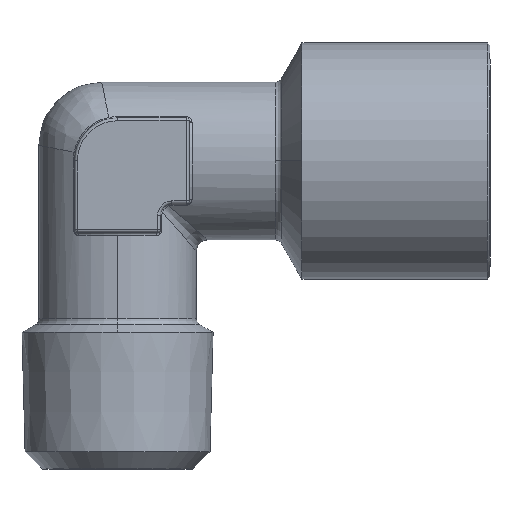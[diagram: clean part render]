
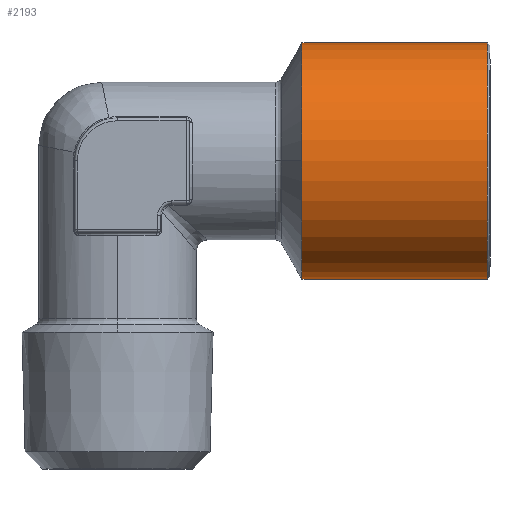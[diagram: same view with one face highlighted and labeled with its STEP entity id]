
A CAD part, top view. The second image highlights one B-rep face of the part: STEP entity #2193.
In plain terms, the highlighted cylindrical face has radius 8.25 mm (diameter 16.5 mm), a partial arc.
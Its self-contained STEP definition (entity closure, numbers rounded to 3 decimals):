
#499 = EDGE_LOOP ( 'NONE', ( #3400, #3396, #3397, #3398, #3395 ) ) ;
#1403 = LINE ( 'NONE', #1409, #3134 ) ;
#1405 = CARTESIAN_POINT ( 'NONE',  ( 25.8, 0., 0. ) ) ;
#1406 = DIRECTION ( 'NONE',  ( -1., 0., 0. ) ) ;
#1407 = DIRECTION ( 'NONE',  ( 0., -1., 0. ) ) ;
#1409 = CARTESIAN_POINT ( 'NONE',  ( 0., 8.25, 0. ) ) ;
#1410 = DIRECTION ( 'NONE',  ( -1., 0., 0. ) ) ;
#1412 = CARTESIAN_POINT ( 'NONE',  ( 12.876, 0., 0. ) ) ;
#1413 = DIRECTION ( 'NONE',  ( 1., 0., 0. ) ) ;
#1414 = DIRECTION ( 'NONE',  ( 0., 0., -1. ) ) ;
#1417 = CARTESIAN_POINT ( 'NONE',  ( 12.876, 0., 0. ) ) ;
#1418 = DIRECTION ( 'NONE',  ( 1., 0., 0. ) ) ;
#1419 = DIRECTION ( 'NONE',  ( 0., 0., -1. ) ) ;
#1426 = LINE ( 'NONE', #1427, #3150 ) ;
#1427 = CARTESIAN_POINT ( 'NONE',  ( 0., -8.25, 0. ) ) ;
#1428 = DIRECTION ( 'NONE',  ( -1., 0., 0. ) ) ;
#1623 = CARTESIAN_POINT ( 'NONE',  ( 12.876, 8.25, 0. ) ) ;
#1652 = CARTESIAN_POINT ( 'NONE',  ( 25.8, -8.25, 0. ) ) ;
#1672 = CARTESIAN_POINT ( 'NONE',  ( 12.876, -8.25, 0. ) ) ;
#2193 = ADVANCED_FACE ( 'NONE', ( #3082 ), #3087, .T. ) ;
#2205 = EDGE_CURVE ( 'NONE', #2809, #2401, #3143, .T. ) ;
#2207 = EDGE_CURVE ( 'NONE', #2401, #2764, #1403, .T. ) ;
#2208 = EDGE_CURVE ( 'NONE', #2764, #2776, #3133, .T. ) ;
#2209 = EDGE_CURVE ( 'NONE', #2776, #3910, #3146, .T. ) ;
#2212 = EDGE_CURVE ( 'NONE', #2809, #3910, #1426, .T. ) ;
#2401 = VERTEX_POINT ( 'NONE', #2689 ) ;
#2689 = CARTESIAN_POINT ( 'NONE',  ( 25.8, 8.25, 0. ) ) ;
#2759 = CARTESIAN_POINT ( 'NONE',  ( 12.876, 0., 8.25 ) ) ;
#2764 = VERTEX_POINT ( 'NONE', #1623 ) ;
#2776 = VERTEX_POINT ( 'NONE', #2759 ) ;
#2809 = VERTEX_POINT ( 'NONE', #1652 ) ;
#3081 = DIRECTION ( 'NONE',  ( -1., 0., 0. ) ) ;
#3082 = FACE_OUTER_BOUND ( 'NONE', #499, .T. ) ;
#3085 = CARTESIAN_POINT ( 'NONE',  ( 0., 0., 0. ) ) ;
#3087 = CYLINDRICAL_SURFACE ( 'NONE', #3127, 8.25 ) ;
#3088 = DIRECTION ( 'NONE',  ( 0., -1., 0. ) ) ;
#3127 = AXIS2_PLACEMENT_3D ( 'NONE', #3085, #3081, #3088 ) ;
#3133 = CIRCLE ( 'NONE', #3147, 8.25 ) ;
#3134 = VECTOR ( 'NONE', #1410, 1000. ) ;
#3142 = AXIS2_PLACEMENT_3D ( 'NONE', #1405, #1406, #1407 ) ;
#3143 = CIRCLE ( 'NONE', #3142, 8.25 ) ;
#3146 = CIRCLE ( 'NONE', #3148, 8.25 ) ;
#3147 = AXIS2_PLACEMENT_3D ( 'NONE', #1412, #1413, #1414 ) ;
#3148 = AXIS2_PLACEMENT_3D ( 'NONE', #1417, #1418, #1419 ) ;
#3150 = VECTOR ( 'NONE', #1428, 1000. ) ;
#3395 = ORIENTED_EDGE ( 'NONE', *, *, #2212, .F. ) ;
#3396 = ORIENTED_EDGE ( 'NONE', *, *, #2207, .T. ) ;
#3397 = ORIENTED_EDGE ( 'NONE', *, *, #2208, .T. ) ;
#3398 = ORIENTED_EDGE ( 'NONE', *, *, #2209, .T. ) ;
#3400 = ORIENTED_EDGE ( 'NONE', *, *, #2205, .T. ) ;
#3910 = VERTEX_POINT ( 'NONE', #1672 ) ;
